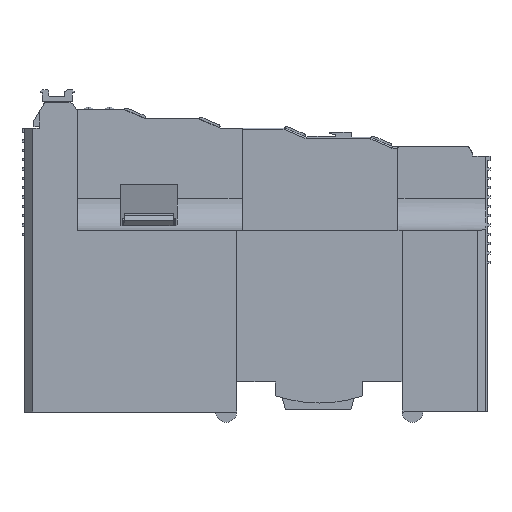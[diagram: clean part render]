
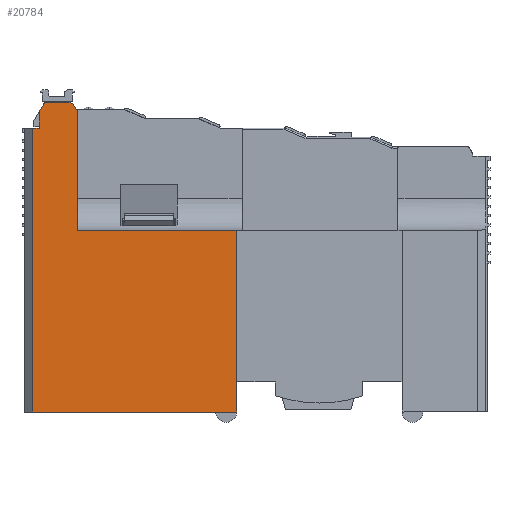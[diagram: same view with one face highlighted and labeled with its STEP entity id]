
A CAD part, left-side view. The second image highlights one B-rep face of the part: STEP entity #20784.
In plain terms, the highlighted planar face has unit normal (-1, 0, 0).
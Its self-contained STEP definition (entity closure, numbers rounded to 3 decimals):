
#767 = CARTESIAN_POINT ( 'NONE',  ( -16., 35.128, 32.199 ) ) ;
#1028 = CARTESIAN_POINT ( 'NONE',  ( -16., 36.886, 33.799 ) ) ;
#1910 = CARTESIAN_POINT ( 'NONE',  ( -16., 43.228, 28.199 ) ) ;
#1988 = VECTOR ( 'NONE', #10748, 1000. ) ;
#2666 = EDGE_CURVE ( 'NONE', #54783, #43072, #4861, .T. ) ;
#3872 = CARTESIAN_POINT ( 'NONE',  ( -16., -0.079, 28.023 ) ) ;
#4861 = LINE ( 'NONE', #69694, #60607 ) ;
#5680 = ORIENTED_EDGE ( 'NONE', *, *, #11902, .T. ) ;
#7247 = VECTOR ( 'NONE', #28822, 1000. ) ;
#7680 = LINE ( 'NONE', #43202, #49041 ) ;
#7854 = VECTOR ( 'NONE', #60999, 1000. ) ;
#8840 = CARTESIAN_POINT ( 'NONE',  ( -16., 0.928, 6.296 ) ) ;
#9342 = DIRECTION ( 'NONE',  ( 0., 0., 1. ) ) ;
#10554 = VERTEX_POINT ( 'NONE', #30779 ) ;
#10726 = DIRECTION ( 'NONE',  ( 0., 0., -1. ) ) ;
#10748 = DIRECTION ( 'NONE',  ( 0., 0.581, 0.814 ) ) ;
#10862 = DIRECTION ( 'NONE',  ( 0., 0., 1. ) ) ;
#11902 = EDGE_CURVE ( 'NONE', #69383, #47050, #22262, .T. ) ;
#12454 = CARTESIAN_POINT ( 'NONE',  ( -16., 42.028, 33.799 ) ) ;
#12947 = CARTESIAN_POINT ( 'NONE',  ( -16., 35.128, 6.296 ) ) ;
#16589 = EDGE_CURVE ( 'NONE', #37471, #20478, #21467, .T. ) ;
#16834 = ORIENTED_EDGE ( 'NONE', *, *, #2666, .T. ) ;
#17483 = CARTESIAN_POINT ( 'NONE',  ( -16., 43.228, 28.199 ) ) ;
#18237 = DIRECTION ( 'NONE',  ( 0., 1., 0. ) ) ;
#20473 = LINE ( 'NONE', #1910, #47444 ) ;
#20478 = VERTEX_POINT ( 'NONE', #54450 ) ;
#20784 = ADVANCED_FACE ( 'NONE', ( #60497 ), #41485, .T. ) ;
#21018 = VERTEX_POINT ( 'NONE', #767 ) ;
#21467 = LINE ( 'NONE', #48439, #1988 ) ;
#21898 = VECTOR ( 'NONE', #22599, 1000. ) ;
#22262 = LINE ( 'NONE', #12454, #7854 ) ;
#22599 = DIRECTION ( 'NONE',  ( 0., 0.889, 0.458 ) ) ;
#23403 = CARTESIAN_POINT ( 'NONE',  ( -16., 35.228, 32.199 ) ) ;
#26915 = CARTESIAN_POINT ( 'NONE',  ( -16., 43.228, 31.72 ) ) ;
#26933 = VECTOR ( 'NONE', #56075, 1000. ) ;
#28822 = DIRECTION ( 'NONE',  ( 0., 1., 0. ) ) ;
#29318 = DIRECTION ( 'NONE',  ( 0., 0., -1. ) ) ;
#30779 = CARTESIAN_POINT ( 'NONE',  ( -16., 43.228, 31.72 ) ) ;
#30963 = EDGE_CURVE ( 'NONE', #45871, #43072, #42992, .T. ) ;
#34311 = CARTESIAN_POINT ( 'NONE',  ( -16., 44.678, -32.601 ) ) ;
#35182 = EDGE_CURVE ( 'NONE', #45871, #21018, #7680, .T. ) ;
#35238 = VECTOR ( 'NONE', #29318, 1000. ) ;
#35867 = EDGE_CURVE ( 'NONE', #20478, #69383, #63197, .T. ) ;
#36605 = EDGE_CURVE ( 'NONE', #49986, #50026, #63891, .T. ) ;
#37471 = VERTEX_POINT ( 'NONE', #47743 ) ;
#37631 = CARTESIAN_POINT ( 'NONE',  ( -16., 43.228, 31.72 ) ) ;
#38189 = LINE ( 'NONE', #65348, #65147 ) ;
#38267 = ORIENTED_EDGE ( 'NONE', *, *, #36605, .T. ) ;
#38527 = ORIENTED_EDGE ( 'NONE', *, *, #57127, .T. ) ;
#39191 = ORIENTED_EDGE ( 'NONE', *, *, #35182, .T. ) ;
#41485 = PLANE ( 'NONE',  #68505 ) ;
#41716 = DIRECTION ( 'NONE',  ( -1., 0., 0. ) ) ;
#42235 = VERTEX_POINT ( 'NONE', #17483 ) ;
#42275 = CARTESIAN_POINT ( 'NONE',  ( -16., 44.678, 28.199 ) ) ;
#42992 = LINE ( 'NONE', #12947, #26933 ) ;
#43072 = VERTEX_POINT ( 'NONE', #8840 ) ;
#43202 = CARTESIAN_POINT ( 'NONE',  ( -16., 35.128, 28.023 ) ) ;
#44241 = ORIENTED_EDGE ( 'NONE', *, *, #16589, .T. ) ;
#45871 = VERTEX_POINT ( 'NONE', #52052 ) ;
#46747 = EDGE_CURVE ( 'NONE', #10554, #42235, #65870, .T. ) ;
#46767 = ORIENTED_EDGE ( 'NONE', *, *, #50412, .T. ) ;
#47050 = VERTEX_POINT ( 'NONE', #50969 ) ;
#47444 = VECTOR ( 'NONE', #18237, 1000. ) ;
#47743 = CARTESIAN_POINT ( 'NONE',  ( -16., 35.228, 32.199 ) ) ;
#48439 = CARTESIAN_POINT ( 'NONE',  ( -16., 36.072, 33.38 ) ) ;
#49041 = VECTOR ( 'NONE', #10862, 1000. ) ;
#49776 = EDGE_CURVE ( 'NONE', #42235, #49986, #20473, .T. ) ;
#49861 = CARTESIAN_POINT ( 'NONE',  ( -16., 0.928, -32.601 ) ) ;
#49986 = VERTEX_POINT ( 'NONE', #42275 ) ;
#50026 = VERTEX_POINT ( 'NONE', #34311 ) ;
#50296 = LINE ( 'NONE', #23403, #7247 ) ;
#50412 = EDGE_CURVE ( 'NONE', #47050, #10554, #55697, .T. ) ;
#50492 = CARTESIAN_POINT ( 'NONE',  ( -16., 44.678, -32.601 ) ) ;
#50534 = ORIENTED_EDGE ( 'NONE', *, *, #46747, .T. ) ;
#50969 = CARTESIAN_POINT ( 'NONE',  ( -16., 42.028, 33.799 ) ) ;
#50973 = ORIENTED_EDGE ( 'NONE', *, *, #55490, .T. ) ;
#51154 = EDGE_LOOP ( 'NONE', ( #65358, #38267, #38527, #16834, #52708, #39191, #50973, #44241, #53979, #5680, #46767, #50534 ) ) ;
#51518 = VECTOR ( 'NONE', #10726, 1000. ) ;
#52052 = CARTESIAN_POINT ( 'NONE',  ( -16., 35.128, 6.296 ) ) ;
#52708 = ORIENTED_EDGE ( 'NONE', *, *, #30963, .F. ) ;
#53681 = DIRECTION ( 'NONE',  ( 0., 0., 1. ) ) ;
#53979 = ORIENTED_EDGE ( 'NONE', *, *, #35867, .T. ) ;
#53995 = VECTOR ( 'NONE', #64182, 1000. ) ;
#54450 = CARTESIAN_POINT ( 'NONE',  ( -16., 36.072, 33.38 ) ) ;
#54783 = VERTEX_POINT ( 'NONE', #49861 ) ;
#55490 = EDGE_CURVE ( 'NONE', #21018, #37471, #50296, .T. ) ;
#55697 = LINE ( 'NONE', #26915, #53995 ) ;
#56075 = DIRECTION ( 'NONE',  ( 0., -1., 0. ) ) ;
#57127 = EDGE_CURVE ( 'NONE', #50026, #54783, #38189, .T. ) ;
#60140 = DIRECTION ( 'NONE',  ( 0., -1., 0. ) ) ;
#60444 = CARTESIAN_POINT ( 'NONE',  ( -16., 36.886, 33.799 ) ) ;
#60497 = FACE_OUTER_BOUND ( 'NONE', #51154, .T. ) ;
#60607 = VECTOR ( 'NONE', #53681, 1000. ) ;
#60999 = DIRECTION ( 'NONE',  ( 0., 1., 0. ) ) ;
#63197 = LINE ( 'NONE', #1028, #21898 ) ;
#63891 = LINE ( 'NONE', #50492, #35238 ) ;
#64182 = DIRECTION ( 'NONE',  ( 0., 0.5, -0.866 ) ) ;
#65147 = VECTOR ( 'NONE', #60140, 1000. ) ;
#65348 = CARTESIAN_POINT ( 'NONE',  ( -16., 0.928, -32.601 ) ) ;
#65358 = ORIENTED_EDGE ( 'NONE', *, *, #49776, .T. ) ;
#65870 = LINE ( 'NONE', #37631, #51518 ) ;
#68505 = AXIS2_PLACEMENT_3D ( 'NONE', #3872, #41716, #9342 ) ;
#69383 = VERTEX_POINT ( 'NONE', #60444 ) ;
#69694 = CARTESIAN_POINT ( 'NONE',  ( -16., 0.928, 6.296 ) ) ;
